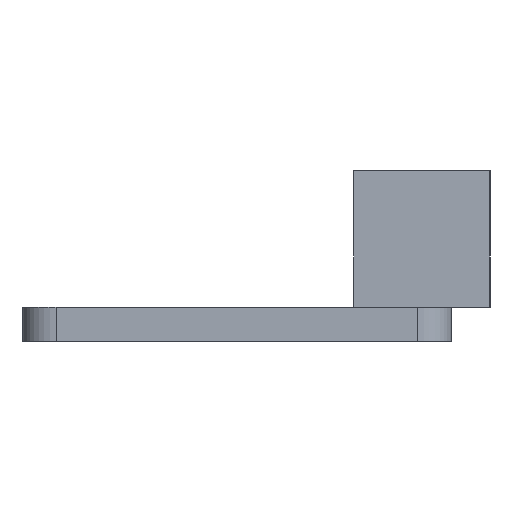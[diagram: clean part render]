
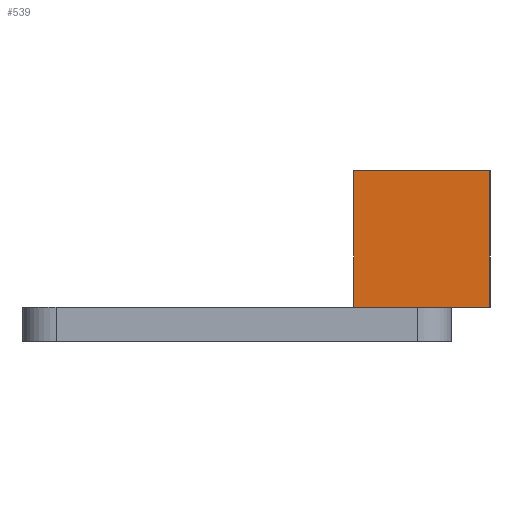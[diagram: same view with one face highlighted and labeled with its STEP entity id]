
A CAD part, left-side view. The second image highlights one B-rep face of the part: STEP entity #539.
In plain terms, the highlighted planar face has unit normal (-1, 0, 0).
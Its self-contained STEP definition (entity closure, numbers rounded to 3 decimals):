
#71 = LINE ( 'NONE', #3507, #4236 ) ;
#177 = CARTESIAN_POINT ( 'NONE',  ( 0., -6.35, -6.35 ) ) ;
#395 = DIRECTION ( 'NONE',  ( 0., -1., 0. ) ) ;
#539 = ADVANCED_FACE ( 'NONE', ( #4368 ), #3190, .F. ) ;
#989 = ORIENTED_EDGE ( 'NONE', *, *, #1272, .F. ) ;
#1004 = DIRECTION ( 'NONE',  ( 1., 0., 0. ) ) ;
#1087 = CARTESIAN_POINT ( 'NONE',  ( 0., -6.35, 6.35 ) ) ;
#1128 = LINE ( 'NONE', #2864, #2807 ) ;
#1272 = EDGE_CURVE ( 'NONE', #1785, #1736, #2969, .T. ) ;
#1290 = DIRECTION ( 'NONE',  ( 0., 1., 0. ) ) ;
#1646 = ORIENTED_EDGE ( 'NONE', *, *, #2292, .F. ) ;
#1681 = CARTESIAN_POINT ( 'NONE',  ( 0., 6.35, -6.35 ) ) ;
#1684 = AXIS2_PLACEMENT_3D ( 'NONE', #4826, #1004, #3524 ) ;
#1736 = VERTEX_POINT ( 'NONE', #1087 ) ;
#1785 = VERTEX_POINT ( 'NONE', #2498 ) ;
#2033 = ORIENTED_EDGE ( 'NONE', *, *, #4015, .F. ) ;
#2292 = EDGE_CURVE ( 'NONE', #3115, #4269, #71, .T. ) ;
#2498 = CARTESIAN_POINT ( 'NONE',  ( 0., 6.35, 6.35 ) ) ;
#2807 = VECTOR ( 'NONE', #4584, 1000. ) ;
#2864 = CARTESIAN_POINT ( 'NONE',  ( 0., -6.35, -6.35 ) ) ;
#2969 = LINE ( 'NONE', #4754, #5559 ) ;
#3115 = VERTEX_POINT ( 'NONE', #177 ) ;
#3190 = PLANE ( 'NONE',  #1684 ) ;
#3401 = CARTESIAN_POINT ( 'NONE',  ( 0., 6.35, -6.35 ) ) ;
#3444 = DIRECTION ( 'NONE',  ( 0., 0., 1. ) ) ;
#3507 = CARTESIAN_POINT ( 'NONE',  ( 0., -6.35, -6.35 ) ) ;
#3524 = DIRECTION ( 'NONE',  ( 0., 0., -1. ) ) ;
#3935 = ORIENTED_EDGE ( 'NONE', *, *, #4643, .F. ) ;
#4015 = EDGE_CURVE ( 'NONE', #4269, #1785, #5549, .T. ) ;
#4236 = VECTOR ( 'NONE', #1290, 1000. ) ;
#4269 = VERTEX_POINT ( 'NONE', #3401 ) ;
#4368 = FACE_OUTER_BOUND ( 'NONE', #5091, .T. ) ;
#4584 = DIRECTION ( 'NONE',  ( 0., 0., -1. ) ) ;
#4643 = EDGE_CURVE ( 'NONE', #1736, #3115, #1128, .T. ) ;
#4754 = CARTESIAN_POINT ( 'NONE',  ( 0., -6.35, 6.35 ) ) ;
#4826 = CARTESIAN_POINT ( 'NONE',  ( 0., 0., 0. ) ) ;
#5091 = EDGE_LOOP ( 'NONE', ( #989, #2033, #1646, #3935 ) ) ;
#5324 = VECTOR ( 'NONE', #3444, 1000. ) ;
#5549 = LINE ( 'NONE', #1681, #5324 ) ;
#5559 = VECTOR ( 'NONE', #395, 1000. ) ;
